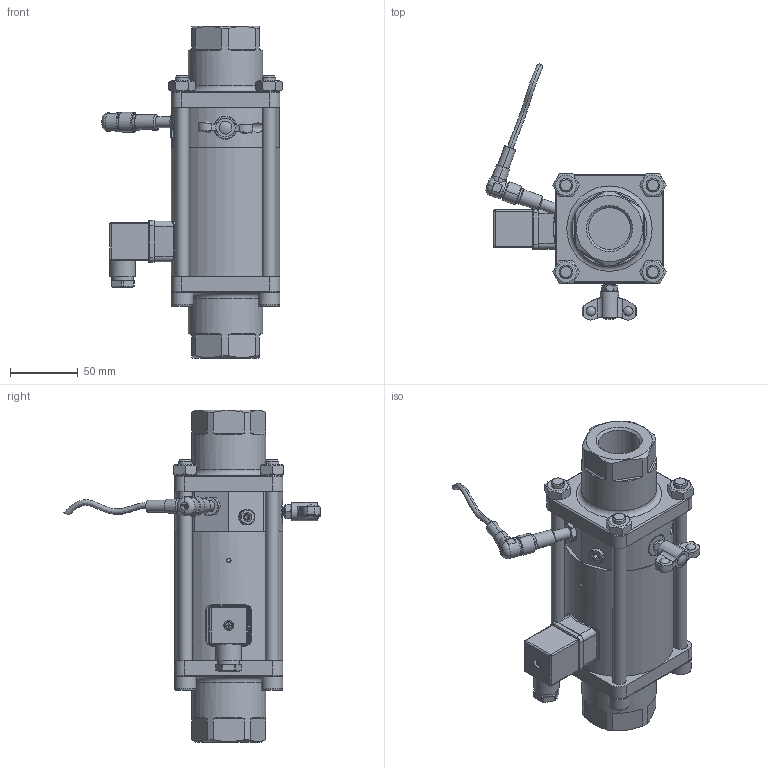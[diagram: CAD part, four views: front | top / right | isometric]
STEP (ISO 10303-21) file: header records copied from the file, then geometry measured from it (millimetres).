
FILE_DESCRIPTION(/* description */ (''),/* implementation_level */ '2;1');
FILE_NAME(/* name */ 'Typ 270 DN20 M0 G1 HH+ES1 .stp',/* time_stamp */ '2022-04-12T15:02:28+02:00',/* author */ ('dzuern'),/* organization */ (''),/* preprocessor_version */ 'ST-DEVELOPER v18.1',/* originating_system */ 'Autodesk Inventor 2021',/* authorisation */ '');
FILE_SCHEMA (('AUTOMOTIVE_DESIGN { 1 0 10303 214 3 1 1 }'));
Length unit declared in the file: millimetre
Products named in the file (1): BG-92701224_Shrinkwrap_1
Bounding box: 133.06 x 188.93 x 245 mm (x, y, z)
Volume: 1069259.3 mm3; surface area: 118222 mm2
Topology: 1 solids, 5 shells, 700 faces, 1811 edges, 1172 vertices
Faces by surface type: plane 327, cylinder 144, bspline 111, cone 65, torus 39, sphere 14
Full cylindrical faces by diameter (mm): 1 x4, 1.5 x1, 2.5 x2, 3 x1, 4 x1, 4.134 x2, 6 x2, 7 x1, 7.2 x1, 8 x1, 9.5 x1, 9.6 x1, 10 x8, 10.5 x8, 11 x1, 11.4 x1, 11.5 x1, 12 x1, 13.5 x1, 16 x5, 16.98 x1, 17 x1, 18.9 x1, 30.75 x2, 55 x2, 80 x1
Entity records: 24453 total; most frequent: CARTESIAN_POINT 7540, ORIENTED_EDGE 3592, DIRECTION 2969, EDGE_CURVE 1796, VERTEX_POINT 1172, AXIS2_PLACEMENT_3D 1078, LINE 813, VECTOR 813
